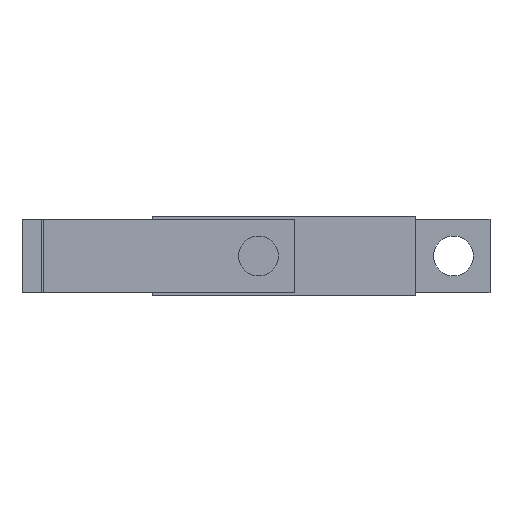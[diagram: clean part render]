
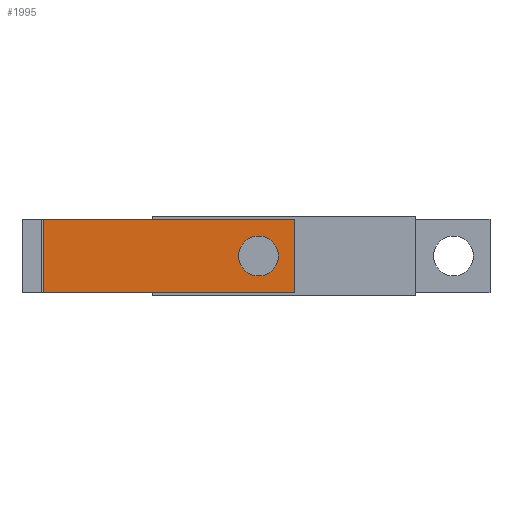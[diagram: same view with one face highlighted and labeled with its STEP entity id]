
A CAD part, left-side view. The second image highlights one B-rep face of the part: STEP entity #1995.
In plain terms, the highlighted planar face has unit normal (-1, 0, 0).
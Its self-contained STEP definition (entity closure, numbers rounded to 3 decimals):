
#1969=AXIS2_PLACEMENT_3D('Plane Axis2P3D',#1966,#1967,#1968) ;
#1979=AXIS2_PLACEMENT_3D('Circle Axis2P3D',#1977,#1978,$) ;
#1988=AXIS2_PLACEMENT_3D('Circle Axis2P3D',#1986,#1987,$) ;
#1847=CARTESIAN_POINT('Vertex',(-20.75,11.,50.)) ;
#1850=CARTESIAN_POINT('Line Origine',(-20.75,11.,57.5)) ;
#1854=CARTESIAN_POINT('Vertex',(-20.75,11.,65.)) ;
#1869=CARTESIAN_POINT('Line Origine',(-20.75,-40.5,57.5)) ;
#1873=CARTESIAN_POINT('Vertex',(-20.75,-40.5,50.)) ;
#1875=CARTESIAN_POINT('Vertex',(-20.75,-40.5,65.)) ;
#1904=CARTESIAN_POINT('Line Origine',(-20.75,-14.75,50.)) ;
#1950=CARTESIAN_POINT('Line Origine',(-20.75,-14.75,65.)) ;
#1966=CARTESIAN_POINT('Axis2P3D Location',(-20.75,11.,0.)) ;
#1977=CARTESIAN_POINT('Axis2P3D Location',(-20.75,-33.,57.5)) ;
#1981=CARTESIAN_POINT('Vertex',(-20.75,-33.,53.4)) ;
#1983=CARTESIAN_POINT('Vertex',(-20.75,-33.,61.6)) ;
#1986=CARTESIAN_POINT('Axis2P3D Location',(-20.75,-33.,57.5)) ;
#1851=DIRECTION('Vector Direction',(0.,0.,1.)) ;
#1870=DIRECTION('Vector Direction',(0.,0.,1.)) ;
#1905=DIRECTION('Vector Direction',(0.,-1.,0.)) ;
#1951=DIRECTION('Vector Direction',(0.,-1.,0.)) ;
#1967=DIRECTION('Axis2P3D Direction',(-1.,0.,0.)) ;
#1968=DIRECTION('Axis2P3D XDirection',(0.,-1.,0.)) ;
#1978=DIRECTION('Axis2P3D Direction',(-1.,0.,0.)) ;
#1987=DIRECTION('Axis2P3D Direction',(-1.,0.,0.)) ;
#1852=VECTOR('Line Direction',#1851,1.) ;
#1871=VECTOR('Line Direction',#1870,1.) ;
#1906=VECTOR('Line Direction',#1905,1.) ;
#1952=VECTOR('Line Direction',#1951,1.) ;
#1972=ORIENTED_EDGE('',*,*,#1856,.F.) ;
#1973=ORIENTED_EDGE('',*,*,#1908,.T.) ;
#1974=ORIENTED_EDGE('',*,*,#1877,.T.) ;
#1975=ORIENTED_EDGE('',*,*,#1954,.F.) ;
#1992=ORIENTED_EDGE('',*,*,#1985,.F.) ;
#1993=ORIENTED_EDGE('',*,*,#1990,.F.) ;
#1994=FACE_BOUND('',#1991,.T.) ;
#1995=ADVANCED_FACE('Terminali posteriori verticali superiori',(#1976,#1994),#1970,.T.) ;
#1980=CIRCLE('generated circle',#1979,4.1) ;
#1989=CIRCLE('generated circle',#1988,4.1) ;
#1856=EDGE_CURVE('',#1848,#1855,#1853,.T.) ;
#1877=EDGE_CURVE('',#1874,#1876,#1872,.T.) ;
#1908=EDGE_CURVE('',#1848,#1874,#1907,.T.) ;
#1954=EDGE_CURVE('',#1855,#1876,#1953,.T.) ;
#1985=EDGE_CURVE('',#1982,#1984,#1980,.T.) ;
#1990=EDGE_CURVE('',#1984,#1982,#1989,.T.) ;
#1971=EDGE_LOOP('',(#1972,#1973,#1974,#1975)) ;
#1991=EDGE_LOOP('',(#1992,#1993)) ;
#1976=FACE_OUTER_BOUND('',#1971,.T.) ;
#1853=LINE('Line',#1850,#1852) ;
#1872=LINE('Line',#1869,#1871) ;
#1907=LINE('Line',#1904,#1906) ;
#1953=LINE('Line',#1950,#1952) ;
#1970=PLANE('',#1969) ;
#1848=VERTEX_POINT('',#1847) ;
#1855=VERTEX_POINT('',#1854) ;
#1874=VERTEX_POINT('',#1873) ;
#1876=VERTEX_POINT('',#1875) ;
#1982=VERTEX_POINT('',#1981) ;
#1984=VERTEX_POINT('',#1983) ;
